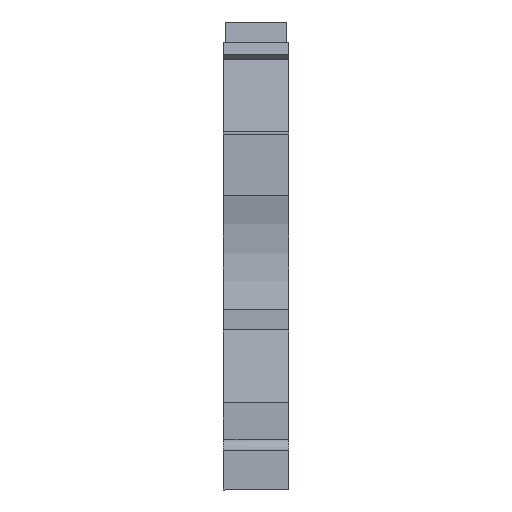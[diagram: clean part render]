
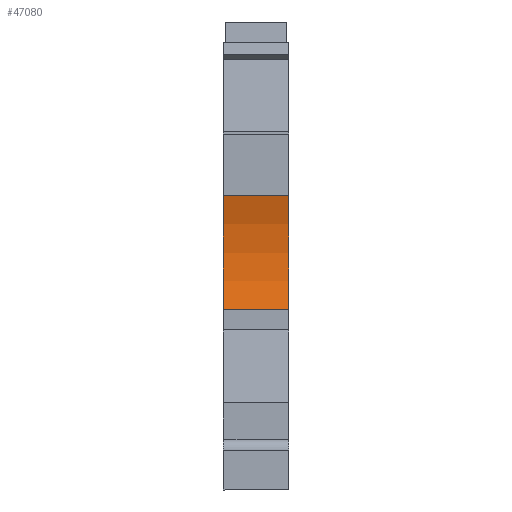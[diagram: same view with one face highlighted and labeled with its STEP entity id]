
A CAD part, front view. The second image highlights one B-rep face of the part: STEP entity #47080.
In plain terms, the highlighted cylindrical face has radius 15 mm (diameter 30 mm), a partial arc.
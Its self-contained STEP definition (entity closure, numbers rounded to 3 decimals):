
#2980=CARTESIAN_POINT('',(11.328,9.483,
0.));
#2990=VERTEX_POINT('',#2980);
#3020=CARTESIAN_POINT('',(-3.423,12.206,
0.));
#3030=DIRECTION('',(0.,0.,1.));
#3040=DIRECTION('',(0.993,0.122,
0.));
#3050=AXIS2_PLACEMENT_3D('',#3020,#3030,#3040);
#3060=CIRCLE('',#3050,15.);
#3070=CARTESIAN_POINT('',(10.231,18.416,
0.));
#3080=VERTEX_POINT('',#3070);
#3090=EDGE_CURVE('',#2990,#3080,#3060,.T.);
#9910=CARTESIAN_POINT('',(10.231,18.416,
-5.15));
#9920=VERTEX_POINT('',#9910);
#9950=CARTESIAN_POINT('',(-3.423,12.206,
-5.15));
#9960=DIRECTION('',(0.,0.,1.));
#9970=DIRECTION('',(0.993,0.122,
0.));
#9980=AXIS2_PLACEMENT_3D('',#9950,#9960,#9970);
#9990=CIRCLE('',#9980,15.);
#10000=CARTESIAN_POINT('',(11.328,9.483,
-5.15));
#10010=VERTEX_POINT('',#10000);
#10020=EDGE_CURVE('',#10010,#9920,#9990,.T.);
#46870=CARTESIAN_POINT('',(-3.423,12.206,
0.));
#46880=DIRECTION('',(0.,0.,1.));
#46890=DIRECTION('',(0.993,0.122,
0.));
#46900=AXIS2_PLACEMENT_3D('',#46870,#46880,#46890);
#46910=CYLINDRICAL_SURFACE('',#46900,15.);
#46920=ORIENTED_EDGE('',*,*,#3090,.T.);
#46930=CARTESIAN_POINT('',(11.328,9.483,
0.));
#46940=DIRECTION('',(0.,0.,-1.));
#46950=VECTOR('',#46940,1.);
#46960=LINE('',#46930,#46950);
#46970=EDGE_CURVE('',#2990,#10010,#46960,.T.);
#46980=ORIENTED_EDGE('',*,*,#46970,.F.);
#46990=ORIENTED_EDGE('',*,*,#10020,.F.);
#47000=CARTESIAN_POINT('',(10.231,18.416,
0.));
#47010=DIRECTION('',(0.,0.,-1.));
#47020=VECTOR('',#47010,1.);
#47030=LINE('',#47000,#47020);
#47040=EDGE_CURVE('',#3080,#9920,#47030,.T.);
#47050=ORIENTED_EDGE('',*,*,#47040,.T.);
#47060=EDGE_LOOP('',(#47050,#46990,#46980,#46920));
#47070=FACE_OUTER_BOUND('',#47060,.T.);
#47080=ADVANCED_FACE('',(#47070),#46910,.F.);
